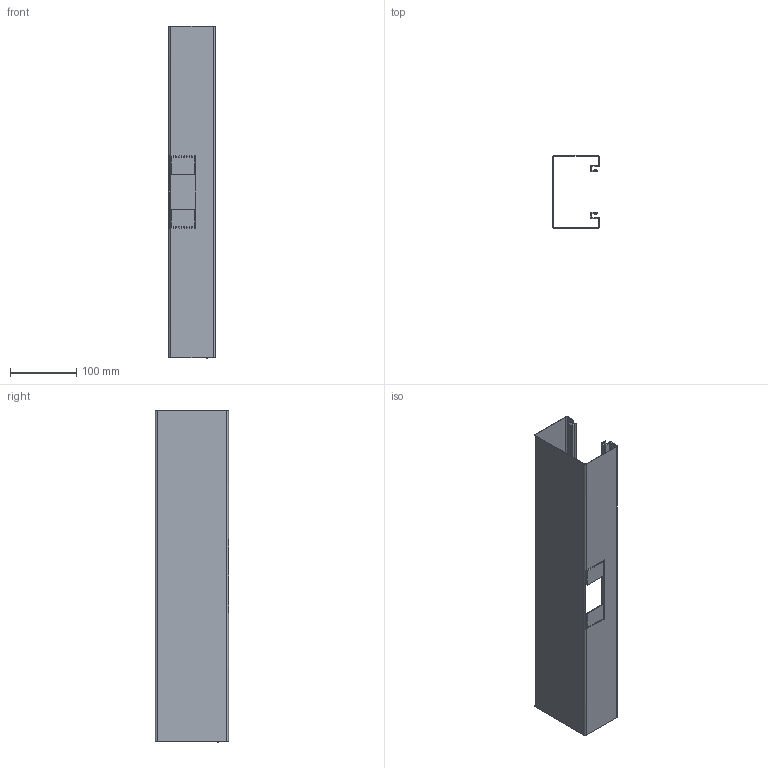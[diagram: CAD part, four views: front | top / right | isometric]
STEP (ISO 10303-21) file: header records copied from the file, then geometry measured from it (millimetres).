
FILE_DESCRIPTION (( 'STEP AP214' ), '1' );
FILE_NAME ('6277060.stp', '2016-05-26T11:00:24', ( '' ), ( '' ), 'SwSTEP 2.0', 'SolidWorks 2014', '' );
FILE_SCHEMA (( 'AUTOMOTIVE_DESIGN' ));
Length unit declared in the file: millimetre
Products named in the file (1): 6277060
Bounding box: 70 x 110 x 500 mm (x, y, z)
Volume: 162677.5 mm3; surface area: 327519.7 mm2
Topology: 1 solids, 1 shells, 165 faces, 387 edges, 222 vertices
Faces by surface type: plane 106, cylinder 57, bspline 2
Entity records: 4885 total; most frequent: CARTESIAN_POINT 1021, DIRECTION 821, ORIENTED_EDGE 774, EDGE_CURVE 387, AXIS2_PLACEMENT_3D 278, VECTOR 265, LINE 265, VERTEX_POINT 222
